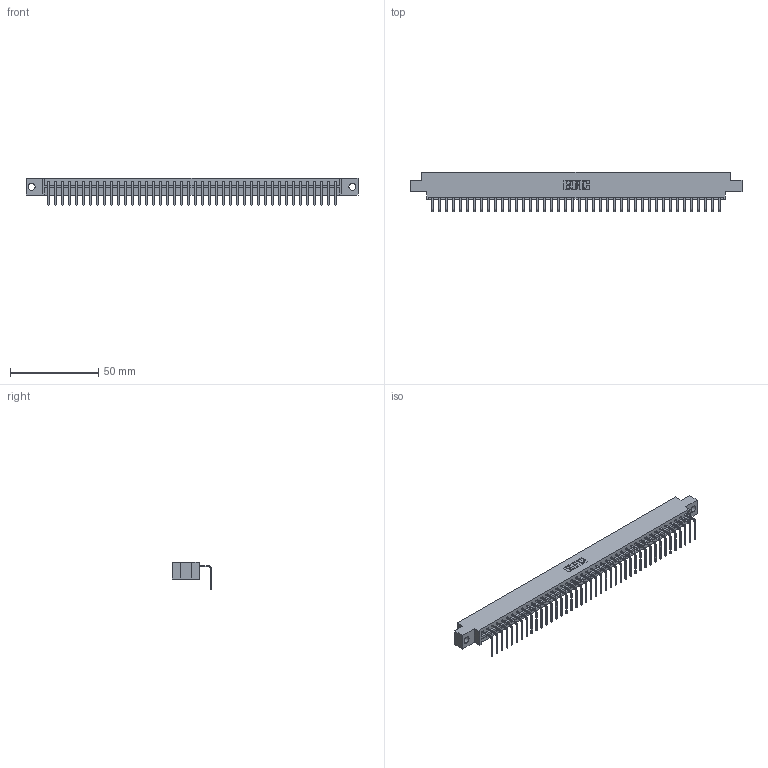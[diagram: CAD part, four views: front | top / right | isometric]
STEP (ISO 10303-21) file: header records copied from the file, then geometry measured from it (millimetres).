
FILE_DESCRIPTION (( 'STEP AP203' ), '1' );
FILE_NAME ('833-042-558-604.STEP', '2020-06-03T22:34:51', ( '' ), ( '' ), 'SwSTEP 2.0', 'SolidWorks 2020', '' );
FILE_SCHEMA (( 'CONFIG_CONTROL_DESIGN' ));
Length unit declared in the file: inch
Products named in the file (3): 833 Part_Offset - .156 Dia - TH; 833-042-558-604; 345-292-001_558 Tail - 2
Assembly tree (43 placements, depth 2):
  833-042-558-604
    833 Part_Offset - .156 Dia - TH
    345-292-001_558 Tail - 2  x42
Bounding box: 187.96 x 22.17 x 15.37 mm (x, y, z)
Volume: 18738.4 mm3; surface area: 21126.1 mm2
Topology: 43 solids, 43 shells, 2638 faces, 7967 edges, 5254 vertices
Faces by surface type: plane 1922, cylinder 716
Entity records: 25895 total; most frequent: CARTESIAN_POINT 4476, ORIENTED_EDGE 4454, DIRECTION 3775, EDGE_CURVE 2227, VECTOR 2099, LINE 2099, VERTEX_POINT 1482, AXIS2_PLACEMENT_3D 838
